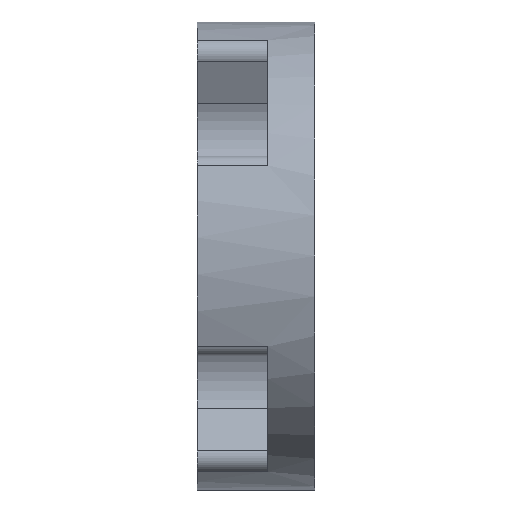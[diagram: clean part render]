
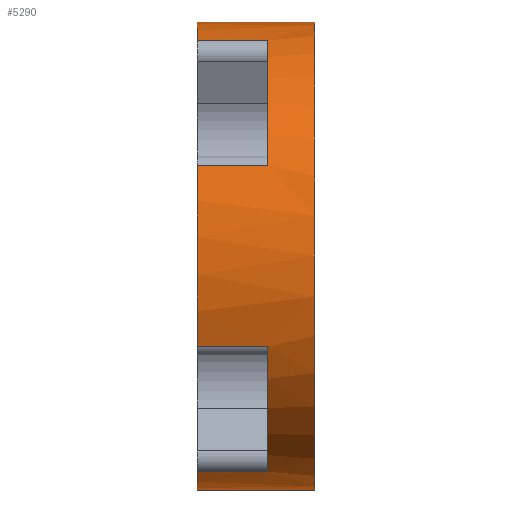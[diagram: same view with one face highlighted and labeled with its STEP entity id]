
A CAD part, left-side view. The second image highlights one B-rep face of the part: STEP entity #5290.
In plain terms, the highlighted cylindrical face has radius 12.696 mm (diameter 25.392 mm), a partial arc.
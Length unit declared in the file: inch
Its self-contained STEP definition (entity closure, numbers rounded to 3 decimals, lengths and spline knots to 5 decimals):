
#90 = EDGE_CURVE ( 'NONE', #2624, #8307, #7415, .T. ) ;
#105 = CIRCLE ( 'NONE', #10487, 0.49985 ) ;
#252 = VERTEX_POINT ( 'NONE', #8149 ) ;
#344 = DIRECTION ( 'NONE',  ( 0., 1., 0. ) ) ;
#396 = CIRCLE ( 'NONE', #1587, 0.49985 ) ;
#432 = ORIENTED_EDGE ( 'NONE', *, *, #4006, .F. ) ;
#449 = CARTESIAN_POINT ( 'NONE',  ( 0., 0.25, 0. ) ) ;
#581 = AXIS2_PLACEMENT_3D ( 'NONE', #4193, #344, #7796 ) ;
#779 = DIRECTION ( 'NONE',  ( 0., 1., 0. ) ) ;
#933 = DIRECTION ( 'NONE',  ( 0., 0., 1. ) ) ;
#961 = DIRECTION ( 'NONE',  ( 0., -1., 0. ) ) ;
#1208 = EDGE_CURVE ( 'NONE', #1971, #9650, #12158, .T. ) ;
#1212 = CARTESIAN_POINT ( 'NONE',  ( -0.19354, 0.25, -0.46086 ) ) ;
#1330 = VERTEX_POINT ( 'NONE', #2630 ) ;
#1350 = VERTEX_POINT ( 'NONE', #4715 ) ;
#1365 = CARTESIAN_POINT ( 'NONE',  ( -0.46086, 0.1, 0.19354 ) ) ;
#1419 = EDGE_CURVE ( 'NONE', #252, #8307, #2978, .T. ) ;
#1553 = CARTESIAN_POINT ( 'NONE',  ( -0.46086, 0.25, 0.19354 ) ) ;
#1569 = DIRECTION ( 'NONE',  ( 0., 1., 0. ) ) ;
#1587 = AXIS2_PLACEMENT_3D ( 'NONE', #6459, #6549, #933 ) ;
#1610 = DIRECTION ( 'NONE',  ( 0., 0., 1. ) ) ;
#1865 = DIRECTION ( 'NONE',  ( 0., -1., 0. ) ) ;
#1971 = VERTEX_POINT ( 'NONE', #1365 ) ;
#2106 = LINE ( 'NONE', #5821, #11439 ) ;
#2107 = EDGE_CURVE ( 'NONE', #11434, #2504, #5302, .T. ) ;
#2201 = ORIENTED_EDGE ( 'NONE', *, *, #6282, .F. ) ;
#2235 = ORIENTED_EDGE ( 'NONE', *, *, #3775, .F. ) ;
#2457 = ORIENTED_EDGE ( 'NONE', *, *, #7209, .T. ) ;
#2504 = VERTEX_POINT ( 'NONE', #11709 ) ;
#2548 = ORIENTED_EDGE ( 'NONE', *, *, #6962, .T. ) ;
#2619 = DIRECTION ( 'NONE',  ( 0., 0., -1. ) ) ;
#2624 = VERTEX_POINT ( 'NONE', #3482 ) ;
#2630 = CARTESIAN_POINT ( 'NONE',  ( 0., 0., 0.49985 ) ) ;
#2649 = CYLINDRICAL_SURFACE ( 'NONE', #5792, 0.49985 ) ;
#2668 = CARTESIAN_POINT ( 'NONE',  ( 0., 0.25, 0. ) ) ;
#2869 = CARTESIAN_POINT ( 'NONE',  ( 0., 0.1, 0. ) ) ;
#2978 = CIRCLE ( 'NONE', #7887, 0.49985 ) ;
#3153 = LINE ( 'NONE', #5084, #7126 ) ;
#3272 = CIRCLE ( 'NONE', #7613, 0.49985 ) ;
#3273 = ORIENTED_EDGE ( 'NONE', *, *, #90, .T. ) ;
#3482 = CARTESIAN_POINT ( 'NONE',  ( -0.46086, 0.25, -0.19354 ) ) ;
#3486 = DIRECTION ( 'NONE',  ( 0., -1., 0. ) ) ;
#3775 = EDGE_CURVE ( 'NONE', #11434, #6879, #6741, .T. ) ;
#3876 = VECTOR ( 'NONE', #961, 39.37008 ) ;
#3929 = ORIENTED_EDGE ( 'NONE', *, *, #2107, .T. ) ;
#4006 = EDGE_CURVE ( 'NONE', #2624, #9650, #9584, .T. ) ;
#4193 = CARTESIAN_POINT ( 'NONE',  ( 0., 0.25, 0. ) ) ;
#4200 = CARTESIAN_POINT ( 'NONE',  ( -0.19354, 0.25, 0.46086 ) ) ;
#4600 = VECTOR ( 'NONE', #1865, 39.37008 ) ;
#4715 = CARTESIAN_POINT ( 'NONE',  ( 0., 0.25, -0.49985 ) ) ;
#4900 = LINE ( 'NONE', #9449, #3876 ) ;
#5084 = CARTESIAN_POINT ( 'NONE',  ( 0., 0.25, 0.49985 ) ) ;
#5126 = FACE_OUTER_BOUND ( 'NONE', #7332, .T. ) ;
#5139 = EDGE_CURVE ( 'NONE', #1350, #6674, #105, .T. ) ;
#5239 = DIRECTION ( 'NONE',  ( 0., -1., 0. ) ) ;
#5290 = ADVANCED_FACE ( 'NONE', ( #5126 ), #2649, .T. ) ;
#5302 = LINE ( 'NONE', #8202, #5890 ) ;
#5792 = AXIS2_PLACEMENT_3D ( 'NONE', #2668, #3486, #2619 ) ;
#5821 = CARTESIAN_POINT ( 'NONE',  ( -0.19354, 0.25, -0.46086 ) ) ;
#5890 = VECTOR ( 'NONE', #5239, 39.37008 ) ;
#6153 = DIRECTION ( 'NONE',  ( 0., 1., 0. ) ) ;
#6282 = EDGE_CURVE ( 'NONE', #6879, #1330, #3153, .T. ) ;
#6459 = CARTESIAN_POINT ( 'NONE',  ( 0., 0., 0. ) ) ;
#6549 = DIRECTION ( 'NONE',  ( 0., 1., 0. ) ) ;
#6613 = CARTESIAN_POINT ( 'NONE',  ( 0., 0.1, 0. ) ) ;
#6674 = VERTEX_POINT ( 'NONE', #1212 ) ;
#6741 = CIRCLE ( 'NONE', #581, 0.49985 ) ;
#6879 = VERTEX_POINT ( 'NONE', #7406 ) ;
#6962 = EDGE_CURVE ( 'NONE', #1350, #7812, #4900, .T. ) ;
#7126 = VECTOR ( 'NONE', #8992, 39.37008 ) ;
#7209 = EDGE_CURVE ( 'NONE', #252, #6674, #2106, .T. ) ;
#7332 = EDGE_LOOP ( 'NONE', ( #2201, #2235, #3929, #12042, #10653, #432, #3273, #7395, #2457, #11010, #2548, #9536 ) ) ;
#7395 = ORIENTED_EDGE ( 'NONE', *, *, #1419, .F. ) ;
#7406 = CARTESIAN_POINT ( 'NONE',  ( 0., 0.25, 0.49985 ) ) ;
#7415 = LINE ( 'NONE', #7511, #4600 ) ;
#7511 = CARTESIAN_POINT ( 'NONE',  ( -0.46086, 0.25, -0.19354 ) ) ;
#7580 = EDGE_CURVE ( 'NONE', #1971, #2504, #3272, .T. ) ;
#7613 = AXIS2_PLACEMENT_3D ( 'NONE', #2869, #779, #11263 ) ;
#7796 = DIRECTION ( 'NONE',  ( 0., 0., 1. ) ) ;
#7812 = VERTEX_POINT ( 'NONE', #11582 ) ;
#7887 = AXIS2_PLACEMENT_3D ( 'NONE', #6613, #10481, #10568 ) ;
#8149 = CARTESIAN_POINT ( 'NONE',  ( -0.19354, 0.1, -0.46086 ) ) ;
#8202 = CARTESIAN_POINT ( 'NONE',  ( -0.19354, 0.25, 0.46086 ) ) ;
#8307 = VERTEX_POINT ( 'NONE', #8845 ) ;
#8845 = CARTESIAN_POINT ( 'NONE',  ( -0.46086, 0.1, -0.19354 ) ) ;
#8992 = DIRECTION ( 'NONE',  ( 0., -1., 0. ) ) ;
#9033 = VECTOR ( 'NONE', #6153, 39.37008 ) ;
#9141 = CARTESIAN_POINT ( 'NONE',  ( 0., 0.25, 0. ) ) ;
#9247 = AXIS2_PLACEMENT_3D ( 'NONE', #9141, #1569, #1610 ) ;
#9449 = CARTESIAN_POINT ( 'NONE',  ( 0., 0.25, -0.49985 ) ) ;
#9536 = ORIENTED_EDGE ( 'NONE', *, *, #10077, .T. ) ;
#9584 = CIRCLE ( 'NONE', #9247, 0.49985 ) ;
#9650 = VERTEX_POINT ( 'NONE', #10549 ) ;
#10077 = EDGE_CURVE ( 'NONE', #7812, #1330, #396, .T. ) ;
#10481 = DIRECTION ( 'NONE',  ( 0., 1., 0. ) ) ;
#10487 = AXIS2_PLACEMENT_3D ( 'NONE', #449, #10808, #11944 ) ;
#10549 = CARTESIAN_POINT ( 'NONE',  ( -0.46086, 0.25, 0.19354 ) ) ;
#10568 = DIRECTION ( 'NONE',  ( 1., 0., 0. ) ) ;
#10653 = ORIENTED_EDGE ( 'NONE', *, *, #1208, .T. ) ;
#10808 = DIRECTION ( 'NONE',  ( 0., 1., 0. ) ) ;
#11010 = ORIENTED_EDGE ( 'NONE', *, *, #5139, .F. ) ;
#11263 = DIRECTION ( 'NONE',  ( 0., 0., -1. ) ) ;
#11434 = VERTEX_POINT ( 'NONE', #4200 ) ;
#11439 = VECTOR ( 'NONE', #11554, 39.37008 ) ;
#11554 = DIRECTION ( 'NONE',  ( 0., 1., 0. ) ) ;
#11582 = CARTESIAN_POINT ( 'NONE',  ( 0., 0., -0.49985 ) ) ;
#11709 = CARTESIAN_POINT ( 'NONE',  ( -0.19354, 0.1, 0.46086 ) ) ;
#11944 = DIRECTION ( 'NONE',  ( 0., 0., 1. ) ) ;
#12042 = ORIENTED_EDGE ( 'NONE', *, *, #7580, .F. ) ;
#12158 = LINE ( 'NONE', #1553, #9033 ) ;
